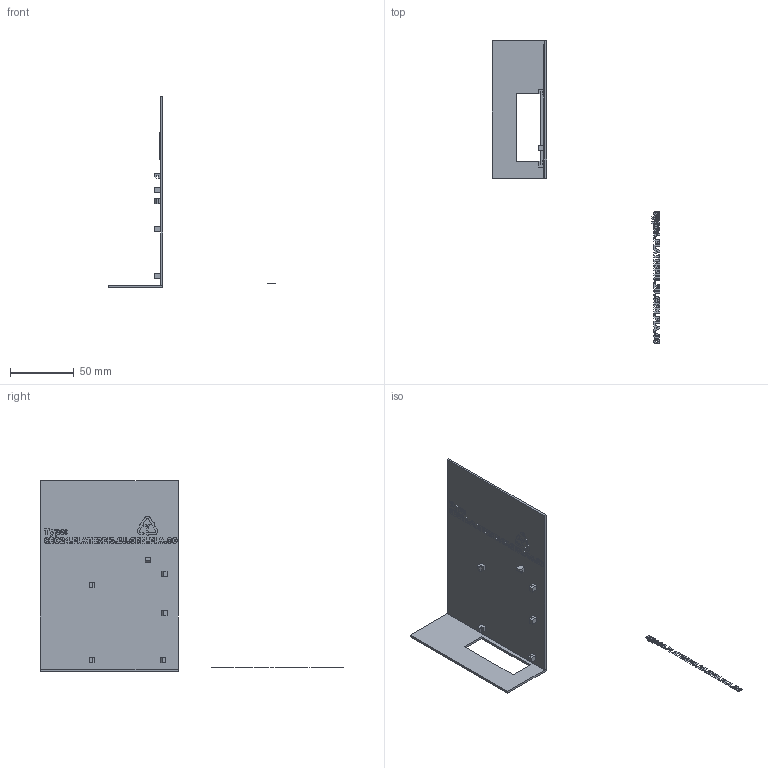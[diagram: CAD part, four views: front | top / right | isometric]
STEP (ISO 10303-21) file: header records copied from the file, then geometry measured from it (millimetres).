
FILE_DESCRIPTION(('FreeCAD Model'),'2;1');
FILE_NAME('Open CASCADE Shape Model','2024-09-27T17:37:27',('Author'),( ''),'Open CASCADE STEP processor 7.6','FreeCAD','Unknown');
FILE_SCHEMA(('AUTOMOTIVE_DESIGN { 1 0 10303 214 1 1 1 1 }'));
Length unit declared in the file: millimetre
Products named in the file (18): SBC24_PLATERPI5_2U_GRN_PLA_00; BlankPlate; FrontPlate; RecycleLogo; Extrude; Extrude001; Extrude002; Extrude003; Text005; Text006; Clip001; Clip002; Clip003; Clip004; Clip005; Clip006; ShapeString005; ShapeString006
Assembly tree (17 placements, depth 3):
  SBC24_PLATERPI5_2U_GRN_PLA_00
    BlankPlate
    FrontPlate
    RecycleLogo
      Extrude
      Extrude001
      Extrude002
      Extrude003
    Text005
    Text006
    Clip001
    Clip002
    Clip003
    Clip004
    Clip005
    Clip006
    ShapeString005
    ShapeString006
Bounding box: 131.86 x 238.57 x 150.2 mm (x, y, z)
Volume: 36159.2 mm3; surface area: 43471.2 mm2
Topology: 47 solids, 82 shells, 724 faces, 2272 edges, 1677 vertices
Faces by surface type: plane 380, extrusion 344
Entity records: 53059 total; most frequent: CARTESIAN_POINT 13242, DIRECTION 5501, VECTOR 4705, LINE 4361, ORIENTED_EDGE 4057, PCURVE 4057, DEFINITIONAL_REPRESENTATION 4057, B_SPLINE_CURVE_WITH_KNOTS 2302
